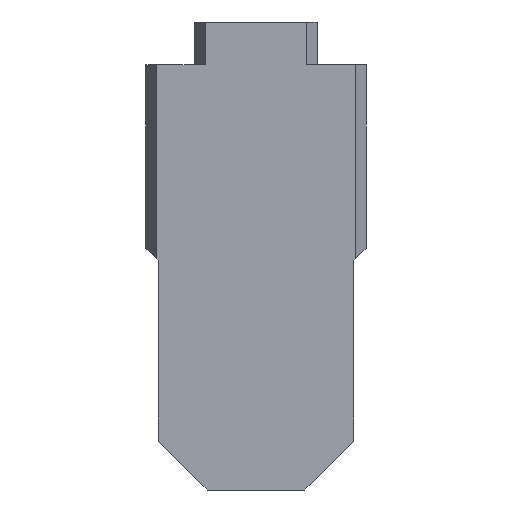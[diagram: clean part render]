
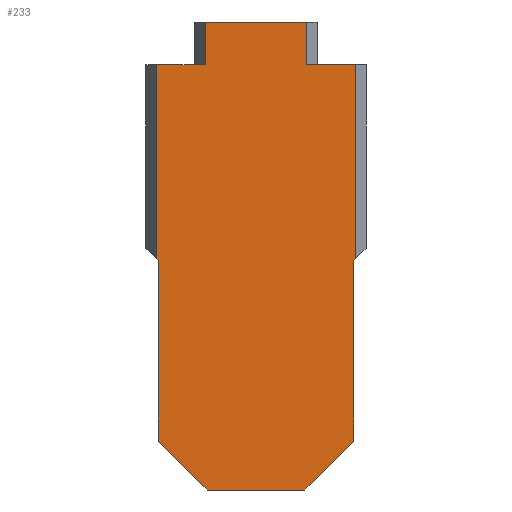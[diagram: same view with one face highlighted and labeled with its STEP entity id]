
A CAD part, front view. The second image highlights one B-rep face of the part: STEP entity #233.
In plain terms, the highlighted planar face has unit normal (0, -1, 0).
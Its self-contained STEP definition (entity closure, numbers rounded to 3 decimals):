
#165=EDGE_CURVE('',#217,#357,#452,.T.);
#175=EDGE_CURVE('',#241,#189,#464,.T.);
#179=EDGE_CURVE('',#189,#213,#468,.T.);
#189=VERTEX_POINT('',#480);
#191=EDGE_CURVE('',#307,#217,#482,.T.);
#193=VERTEX_POINT('',#484);
#199=EDGE_CURVE('',#213,#247,#490,.T.);
#207=EDGE_CURVE('',#307,#241,#499,.T.);
#213=VERTEX_POINT('',#506);
#217=VERTEX_POINT('',#510);
#219=EDGE_CURVE('',#247,#257,#512,.T.);
#233=ADVANCED_FACE('',(#530),#531,.F.);
#239=EDGE_CURVE('',#351,#385,#539,.T.);
#241=VERTEX_POINT('',#541);
#245=EDGE_CURVE('',#257,#277,#545,.T.);
#247=VERTEX_POINT('',#547);
#257=VERTEX_POINT('',#557);
#271=EDGE_CURVE('',#277,#385,#572,.T.);
#277=VERTEX_POINT('',#578);
#283=EDGE_CURVE('',#401,#327,#584,.T.);
#297=EDGE_CURVE('',#351,#193,#599,.T.);
#307=VERTEX_POINT('',#609);
#313=EDGE_CURVE('',#357,#327,#615,.T.);
#327=VERTEX_POINT('',#630);
#351=VERTEX_POINT('',#655);
#357=VERTEX_POINT('',#661);
#385=VERTEX_POINT('',#693);
#399=EDGE_CURVE('',#401,#193,#708,.T.);
#401=VERTEX_POINT('',#710);
#452=LINE('',#754,#755);
#464=LINE('',#770,#771);
#468=LINE('',#778,#779);
#480=CARTESIAN_POINT('',(16.,-25.0,-61.5));
#482=LINE('',#798,#799);
#484=CARTESIAN_POINT('',(-8.268,-25.0,0.));
#490=LINE('',#810,#811);
#499=LINE('',#823,#824);
#506=CARTESIAN_POINT('',(8.,-25.0,-69.5));
#510=CARTESIAN_POINT('',(16.268,-25.0,0.));
#512=LINE('',#840,#841);
#530=FACE_OUTER_BOUND('',#863,.T.);
#531=PLANE('',#864);
#539=LINE('',#873,#874);
#541=CARTESIAN_POINT('',(16.,-25.0,-32.0));
#545=LINE('',#881,#882);
#547=CARTESIAN_POINT('',(-8.,-25.0,-69.5));
#557=CARTESIAN_POINT('',(-16.,-25.0,-61.5));
#572=LINE('',#922,#923);
#578=CARTESIAN_POINT('',(-16.,-25.0,-32.0));
#584=LINE('',#942,#943);
#599=LINE('',#965,#966);
#609=CARTESIAN_POINT('',(16.268,-25.0,-31.732));
#615=LINE('',#993,#994);
#630=CARTESIAN_POINT('',(8.268,-25.0,7.));
#655=CARTESIAN_POINT('',(-16.268,-25.0,0.));
#661=CARTESIAN_POINT('',(8.268,-25.0,0.));
#693=CARTESIAN_POINT('',(-16.268,-25.0,-31.732));
#708=LINE('',#1126,#1127);
#710=CARTESIAN_POINT('',(-8.268,-25.0,7.));
#754=CARTESIAN_POINT('',(0.,-25.0,0.));
#755=VECTOR('',#1180,1.0);
#770=CARTESIAN_POINT('',(16.,-25.0,-32.0));
#771=VECTOR('',#1202,1.0);
#778=CARTESIAN_POINT('',(16.,-25.0,-61.5));
#779=VECTOR('',#1204,1.0);
#798=CARTESIAN_POINT('',(16.268,-25.0,-14.625));
#799=VECTOR('',#1223,1.0);
#810=CARTESIAN_POINT('',(8.,-25.0,-69.5));
#811=VECTOR('',#1225,1.0);
#823=CARTESIAN_POINT('',(18.,-25.0,-30.0));
#824=VECTOR('',#1235,1.0);
#840=CARTESIAN_POINT('',(-8.,-25.0,-69.5));
#841=VECTOR('',#1245,1.0);
#863=EDGE_LOOP('',(#1287,#1288,#1289,#1290,#1291,#1292,#1293,#1294,#1295,#1296,#1297,#1298,#1299,#1300));
#864=AXIS2_PLACEMENT_3D('',#1301,#1302,#1303);
#873=CARTESIAN_POINT('',(-16.268,-25.0,-14.625));
#874=VECTOR('',#1330,1.0);
#881=CARTESIAN_POINT('',(-16.,-25.0,-61.5));
#882=VECTOR('',#1331,1.0);
#922=CARTESIAN_POINT('',(-16.,-25.0,-32.0));
#923=VECTOR('',#1346,1.0);
#942=CARTESIAN_POINT('',(-10.0,-25.0,7.0));
#943=VECTOR('',#1350,1.0);
#965=CARTESIAN_POINT('',(-18.,-25.0,0.0));
#966=VECTOR('',#1362,1.0);
#993=CARTESIAN_POINT('',(8.268,-25.0,-11.125));
#994=VECTOR('',#1368,1.0);
#1126=CARTESIAN_POINT('',(-8.268,-25.0,-11.125));
#1127=VECTOR('',#1450,1.0);
#1180=DIRECTION('',(-1.0,0.0,0.0));
#1202=DIRECTION('',(0.0,0.0,-1.0));
#1204=DIRECTION('',(-0.707,0.0,-0.707));
#1223=DIRECTION('',(0.,0.0,1.0));
#1225=DIRECTION('',(-1.0,0.0,0.0));
#1235=DIRECTION('',(-0.707,0.0,-0.707));
#1245=DIRECTION('',(-0.707,0.0,0.707));
#1287=ORIENTED_EDGE('',*,*,#245,.F.);
#1288=ORIENTED_EDGE('',*,*,#219,.F.);
#1289=ORIENTED_EDGE('',*,*,#199,.F.);
#1290=ORIENTED_EDGE('',*,*,#179,.F.);
#1291=ORIENTED_EDGE('',*,*,#175,.F.);
#1292=ORIENTED_EDGE('',*,*,#207,.F.);
#1293=ORIENTED_EDGE('',*,*,#191,.T.);
#1294=ORIENTED_EDGE('',*,*,#165,.T.);
#1295=ORIENTED_EDGE('',*,*,#313,.T.);
#1296=ORIENTED_EDGE('',*,*,#283,.F.);
#1297=ORIENTED_EDGE('',*,*,#399,.T.);
#1298=ORIENTED_EDGE('',*,*,#297,.F.);
#1299=ORIENTED_EDGE('',*,*,#239,.T.);
#1300=ORIENTED_EDGE('',*,*,#271,.F.);
#1301=CARTESIAN_POINT('',(0.,-25.0,-29.251));
#1302=DIRECTION('',(0.0,1.0,0.0));
#1303=DIRECTION('',(-1.0,0.0,0.0));
#1330=DIRECTION('',(0.,0.0,-1.0));
#1331=DIRECTION('',(0.0,0.0,1.0));
#1346=DIRECTION('',(-0.707,0.0,0.707));
#1350=DIRECTION('',(1.0,0.0,0.0));
#1362=DIRECTION('',(1.0,0.0,0.0));
#1368=DIRECTION('',(0.0,0.0,1.0));
#1450=DIRECTION('',(0.0,0.0,-1.0));
